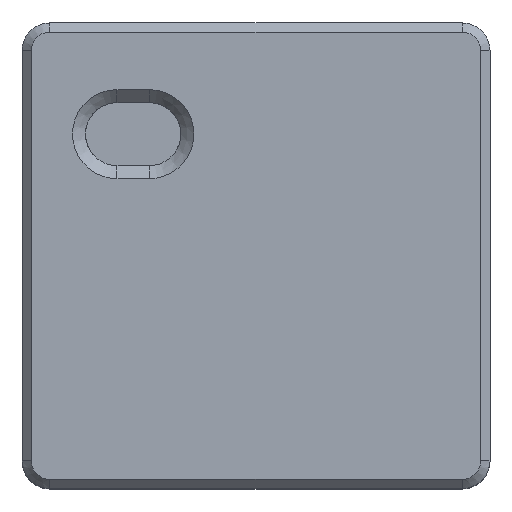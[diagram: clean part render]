
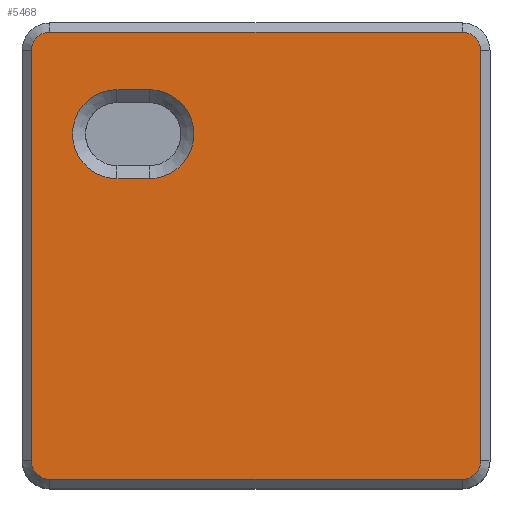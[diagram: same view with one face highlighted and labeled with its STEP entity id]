
A CAD part, top view. The second image highlights one B-rep face of the part: STEP entity #5468.
In plain terms, the highlighted planar face has unit normal (0, 0, 1).
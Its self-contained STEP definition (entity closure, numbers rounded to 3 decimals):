
#67=FACE_BOUND('',#921,.T.);
#258=CIRCLE('',#5873,2.);
#260=CIRCLE('',#5877,2.);
#261=CIRCLE('',#5880,2.);
#262=CIRCLE('',#5883,2.);
#263=CIRCLE('',#5888,4.8);
#264=CIRCLE('',#5889,4.8);
#582=FACE_OUTER_BOUND('',#920,.T.);
#920=EDGE_LOOP('',(#3987,#3988,#3989,#3990,#3991,#3992,#3993,#3994));
#921=EDGE_LOOP('',(#3995,#3996,#3997,#3998));
#1347=LINE('',#8568,#1875);
#1351=LINE('',#8580,#1879);
#1355=LINE('',#8591,#1883);
#1359=LINE('',#8600,#1887);
#1363=LINE('',#8614,#1891);
#1364=LINE('',#8617,#1892);
#1875=VECTOR('',#6783,10.);
#1879=VECTOR('',#6795,10.);
#1883=VECTOR('',#6807,10.);
#1887=VECTOR('',#6817,10.);
#1891=VECTOR('',#6835,10.);
#1892=VECTOR('',#6838,10.);
#2407=VERTEX_POINT('',#8565);
#2408=VERTEX_POINT('',#8567);
#2410=VERTEX_POINT('',#8573);
#2412=VERTEX_POINT('',#8578);
#2414=VERTEX_POINT('',#8585);
#2415=VERTEX_POINT('',#8589);
#2416=VERTEX_POINT('',#8594);
#2417=VERTEX_POINT('',#8598);
#2418=VERTEX_POINT('',#8610);
#2419=VERTEX_POINT('',#8611);
#2420=VERTEX_POINT('',#8613);
#2421=VERTEX_POINT('',#8615);
#2982=EDGE_CURVE('',#2407,#2408,#1347,.T.);
#2986=EDGE_CURVE('',#2410,#2407,#258,.T.);
#2988=EDGE_CURVE('',#2412,#2410,#1351,.T.);
#2992=EDGE_CURVE('',#2414,#2412,#260,.T.);
#2994=EDGE_CURVE('',#2415,#2414,#1355,.T.);
#2997=EDGE_CURVE('',#2416,#2415,#261,.T.);
#2999=EDGE_CURVE('',#2417,#2416,#1359,.T.);
#3000=EDGE_CURVE('',#2408,#2417,#262,.T.);
#3004=EDGE_CURVE('',#2418,#2419,#263,.T.);
#3005=EDGE_CURVE('',#2420,#2418,#1363,.T.);
#3006=EDGE_CURVE('',#2421,#2420,#264,.T.);
#3007=EDGE_CURVE('',#2419,#2421,#1364,.T.);
#3987=ORIENTED_EDGE('',*,*,#2982,.F.);
#3988=ORIENTED_EDGE('',*,*,#2986,.F.);
#3989=ORIENTED_EDGE('',*,*,#2988,.F.);
#3990=ORIENTED_EDGE('',*,*,#2992,.F.);
#3991=ORIENTED_EDGE('',*,*,#2994,.F.);
#3992=ORIENTED_EDGE('',*,*,#2997,.F.);
#3993=ORIENTED_EDGE('',*,*,#2999,.F.);
#3994=ORIENTED_EDGE('',*,*,#3000,.F.);
#3995=ORIENTED_EDGE('',*,*,#3004,.F.);
#3996=ORIENTED_EDGE('',*,*,#3005,.F.);
#3997=ORIENTED_EDGE('',*,*,#3006,.F.);
#3998=ORIENTED_EDGE('',*,*,#3007,.F.);
#5270=PLANE('',#5887);
#5468=ADVANCED_FACE('',(#582,#67),#5270,.T.);
#5873=AXIS2_PLACEMENT_3D('',#8575,#6790,#6791);
#5877=AXIS2_PLACEMENT_3D('',#8587,#6802,#6803);
#5880=AXIS2_PLACEMENT_3D('',#8596,#6812,#6813);
#5883=AXIS2_PLACEMENT_3D('',#8602,#6820,#6821);
#5887=AXIS2_PLACEMENT_3D('',#8609,#6831,#6832);
#5888=AXIS2_PLACEMENT_3D('',#8612,#6833,#6834);
#5889=AXIS2_PLACEMENT_3D('',#8616,#6836,#6837);
#6783=DIRECTION('',(0.,-1.,0.));
#6790=DIRECTION('center_axis',(0.,0.,-1.));
#6791=DIRECTION('ref_axis',(0.707,0.707,0.));
#6795=DIRECTION('',(1.,0.,0.));
#6802=DIRECTION('center_axis',(0.,0.,-1.));
#6803=DIRECTION('ref_axis',(-0.707,0.707,0.));
#6807=DIRECTION('',(0.,1.,0.));
#6812=DIRECTION('center_axis',(0.,0.,-1.));
#6813=DIRECTION('ref_axis',(-0.707,-0.707,0.));
#6817=DIRECTION('',(-1.,0.,0.));
#6820=DIRECTION('center_axis',(0.,0.,-1.));
#6821=DIRECTION('ref_axis',(0.707,-0.707,0.));
#6831=DIRECTION('center_axis',(0.,0.,1.));
#6832=DIRECTION('ref_axis',(1.,0.,0.));
#6833=DIRECTION('center_axis',(0.,0.,1.));
#6834=DIRECTION('ref_axis',(-0.707,0.707,0.));
#6835=DIRECTION('',(-1.,0.,0.));
#6836=DIRECTION('center_axis',(0.,0.,1.));
#6837=DIRECTION('ref_axis',(0.707,0.707,0.));
#6838=DIRECTION('',(1.,0.,0.));
#8565=CARTESIAN_POINT('',(13.524,20.74,12.311));
#8567=CARTESIAN_POINT('',(13.524,-23.51,12.311));
#8568=CARTESIAN_POINT('',(13.524,-13.948,12.311));
#8573=CARTESIAN_POINT('',(11.524,22.74,12.311));
#8575=CARTESIAN_POINT('Origin',(11.524,20.74,12.311));
#8578=CARTESIAN_POINT('',(-32.976,22.74,12.311));
#8580=CARTESIAN_POINT('',(1.899,22.74,12.311));
#8585=CARTESIAN_POINT('',(-34.976,20.74,12.311));
#8587=CARTESIAN_POINT('Origin',(-32.976,20.74,12.311));
#8589=CARTESIAN_POINT('',(-34.976,-23.51,12.311));
#8591=CARTESIAN_POINT('',(-34.976,11.177,12.311));
#8594=CARTESIAN_POINT('',(-32.976,-25.51,12.311));
#8596=CARTESIAN_POINT('Origin',(-32.976,-23.51,12.311));
#8598=CARTESIAN_POINT('',(11.524,-25.51,12.311));
#8600=CARTESIAN_POINT('',(-23.351,-25.51,12.311));
#8602=CARTESIAN_POINT('Origin',(11.524,-23.51,12.311));
#8609=CARTESIAN_POINT('Origin',(-10.726,-1.385,12.311));
#8610=CARTESIAN_POINT('',(-25.726,16.54,12.311));
#8611=CARTESIAN_POINT('',(-25.726,6.94,12.311));
#8612=CARTESIAN_POINT('Origin',(-25.726,11.74,12.311));
#8613=CARTESIAN_POINT('',(-22.226,16.54,12.311));
#8614=CARTESIAN_POINT('',(-14.776,16.54,12.311));
#8615=CARTESIAN_POINT('',(-22.226,6.94,12.311));
#8616=CARTESIAN_POINT('Origin',(-22.226,11.74,12.311));
#8617=CARTESIAN_POINT('',(-19.926,6.94,12.311));
